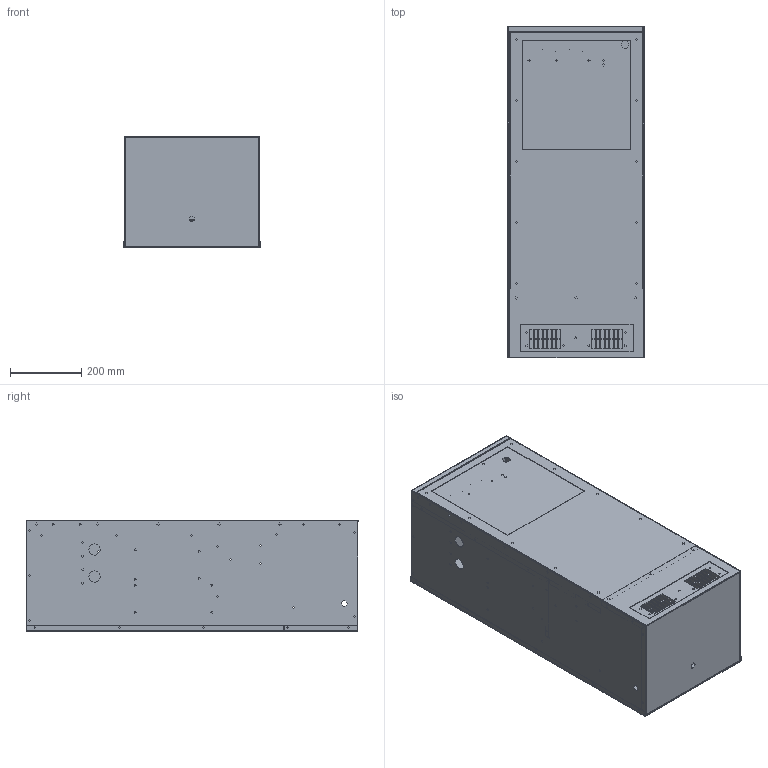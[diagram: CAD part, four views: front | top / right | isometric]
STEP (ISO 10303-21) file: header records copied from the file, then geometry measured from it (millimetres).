
FILE_DESCRIPTION((''),'2;1');
FILE_NAME('STEP-KA4C4-6WNP36.stp', '2016-02-18T08:56:13',('User'),('SDRC'),'I-DEAS Master Series','UNIX','Yes');
FILE_SCHEMA(('CONFIG_CONTROL_DESIGN', 'GEOMETRIC_VALIDATION_PROPERTIES_MIM','SHAPE_APPEARANCE_LAYER_MIM'));
Length unit declared in the file: inch
Bounding box: 385.51 x 934.48 x 311.24 mm (x, y, z)
Volume: 2794289.3 mm3; surface area: 3969538.8 mm2
Topology: 58 solids, 62 shells, 1136 faces, 2599 edges, 1634 vertices
Faces by surface type: bspline 1136
Entity records: 37491 total; most frequent: CARTESIAN_POINT 18214, ORIENTED_EDGE 5190, EDGE_CURVE 2599, OVER_RIDING_STYLED_ITEM 2486, QUASI_UNIFORM_CURVE 1719, EDGE_LOOP 1668, VERTEX_POINT 1634, FACE_OUTER_BOUND 1136
